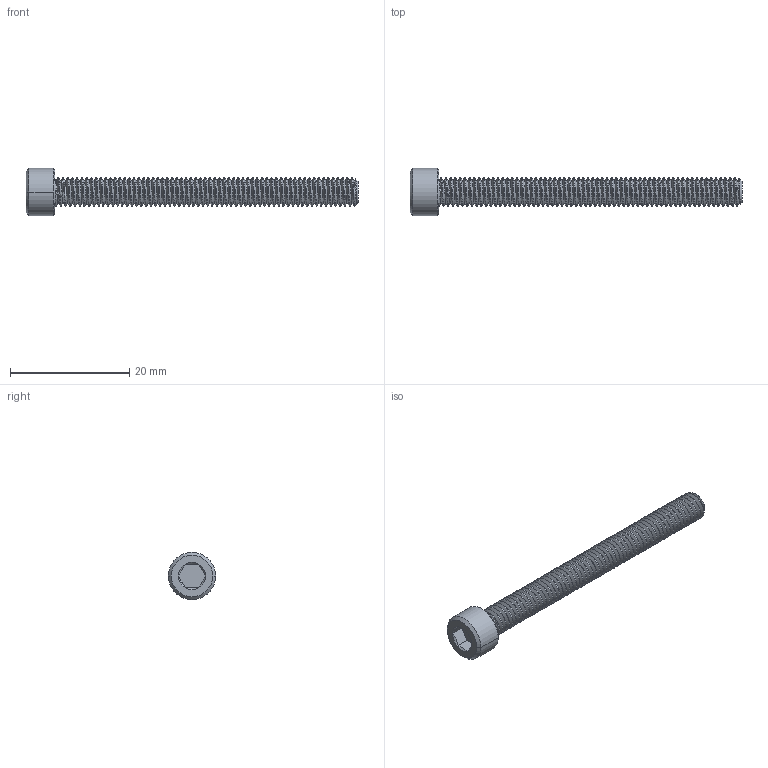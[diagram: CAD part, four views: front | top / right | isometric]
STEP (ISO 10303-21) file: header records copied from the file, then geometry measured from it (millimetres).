
FILE_DESCRIPTION (( 'STEP AP203' ), '1' );
FILE_NAME ('90044A120.step', '2013-11-01T17:14:13', ( '' ), ( '' ), 'SwSTEP 2.0', 'SolidWorks 2010', '' );
FILE_SCHEMA (( 'CONFIG_CONTROL_DESIGN' ));
Length unit declared in the file: inch
Products named in the file (1): 90044A120
Bounding box: 55.63 x 7.92 x 7.92 mm (x, y, z)
Volume: 949.9 mm3; surface area: 1435 mm2
Topology: 1 solids, 1 shells, 156 faces, 439 edges, 287 vertices
Faces by surface type: cylinder 130, cone 13, plane 10, bspline 3
Entity records: 12634 total; most frequent: CARTESIAN_POINT 9325, ORIENTED_EDGE 878, DIRECTION 494, EDGE_CURVE 439, VERTEX_POINT 287, AXIS2_PLACEMENT_3D 173, EDGE_LOOP 158, FACE_OUTER_BOUND 156
